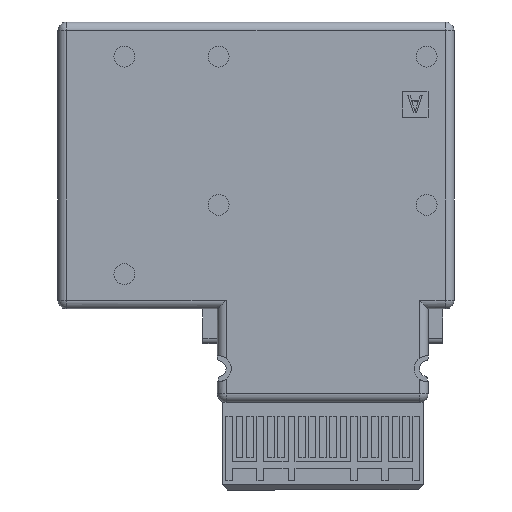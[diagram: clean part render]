
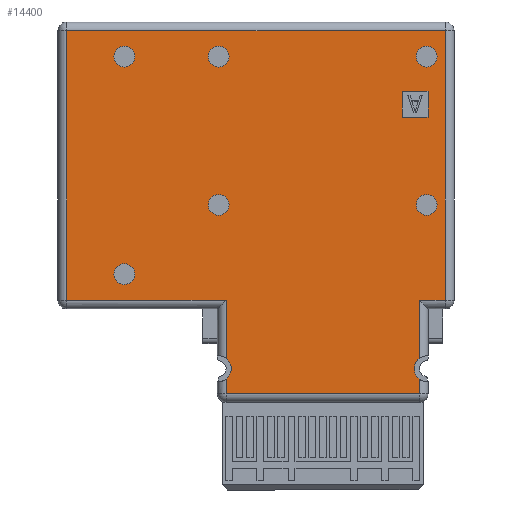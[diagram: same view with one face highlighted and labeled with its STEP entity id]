
A CAD part, front view. The second image highlights one B-rep face of the part: STEP entity #14400.
In plain terms, the highlighted planar face has unit normal (0, -1, 0).
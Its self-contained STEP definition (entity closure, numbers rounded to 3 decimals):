
#3155=DIRECTION('',(0.,0.,-1.));
#3156=VECTOR('',#3155,0.85);
#3157=CARTESIAN_POINT('',(-5.575,-2.57,6.4));
#3158=LINE('',#3157,#3156);
#3163=CARTESIAN_POINT('',(6.025,-2.57,7.));
#3164=DIRECTION('',(0.,-1.,0.));
#3165=DIRECTION('',(-0.6,0.,0.8));
#3166=AXIS2_PLACEMENT_3D('',#3163,#3164,#3165);
#3168=CARTESIAN_POINT('',(6.025,-2.57,7.));
#3169=DIRECTION('',(0.,-1.,0.));
#3170=DIRECTION('',(-1.,0.,0.));
#3171=AXIS2_PLACEMENT_3D('',#3168,#3169,#3170);
#3173=CARTESIAN_POINT('',(-6.025,-2.57,7.));
#3174=DIRECTION('',(0.,-1.,0.));
#3175=DIRECTION('',(0.6,0.,-0.8));
#3176=AXIS2_PLACEMENT_3D('',#3173,#3174,#3175);
#3178=CARTESIAN_POINT('',(-6.025,-2.57,7.));
#3179=DIRECTION('',(0.,-1.,0.));
#3180=DIRECTION('',(1.,0.,0.));
#3181=AXIS2_PLACEMENT_3D('',#3178,#3179,#3180);
#3183=CARTESIAN_POINT('',(-11.45,-2.57,25.));
#3184=DIRECTION('',(0.,-1.,0.));
#3185=DIRECTION('',(-1.,0.,0.));
#3186=AXIS2_PLACEMENT_3D('',#3183,#3184,#3185);
#3188=CARTESIAN_POINT('',(-11.45,-2.57,25.));
#3189=DIRECTION('',(0.,-1.,0.));
#3190=DIRECTION('',(1.,0.,0.));
#3191=AXIS2_PLACEMENT_3D('',#3188,#3189,#3190);
#3193=CARTESIAN_POINT('',(-6.,-2.57,25.));
#3194=DIRECTION('',(0.,-1.,0.));
#3195=DIRECTION('',(-1.,0.,0.));
#3196=AXIS2_PLACEMENT_3D('',#3193,#3194,#3195);
#3198=CARTESIAN_POINT('',(-6.,-2.57,25.));
#3199=DIRECTION('',(0.,-1.,0.));
#3200=DIRECTION('',(1.,0.,0.));
#3201=AXIS2_PLACEMENT_3D('',#3198,#3199,#3200);
#3203=CARTESIAN_POINT('',(-6.,-2.57,16.45));
#3204=DIRECTION('',(0.,-1.,0.));
#3205=DIRECTION('',(-1.,0.,0.));
#3206=AXIS2_PLACEMENT_3D('',#3203,#3204,#3205);
#3208=CARTESIAN_POINT('',(-6.,-2.57,16.45));
#3209=DIRECTION('',(0.,-1.,0.));
#3210=DIRECTION('',(1.,0.,0.));
#3211=AXIS2_PLACEMENT_3D('',#3208,#3209,#3210);
#3213=CARTESIAN_POINT('',(-11.45,-2.57,12.45));
#3214=DIRECTION('',(0.,-1.,0.));
#3215=DIRECTION('',(-1.,0.,0.));
#3216=AXIS2_PLACEMENT_3D('',#3213,#3214,#3215);
#3218=CARTESIAN_POINT('',(-11.45,-2.57,12.45));
#3219=DIRECTION('',(0.,-1.,0.));
#3220=DIRECTION('',(1.,0.,0.));
#3221=AXIS2_PLACEMENT_3D('',#3218,#3219,#3220);
#3223=CARTESIAN_POINT('',(6.,-2.57,25.));
#3224=DIRECTION('',(0.,-1.,0.));
#3225=DIRECTION('',(1.,0.,0.));
#3226=AXIS2_PLACEMENT_3D('',#3223,#3224,#3225);
#3228=CARTESIAN_POINT('',(6.,-2.57,25.));
#3229=DIRECTION('',(0.,-1.,0.));
#3230=DIRECTION('',(-1.,0.,0.));
#3231=AXIS2_PLACEMENT_3D('',#3228,#3229,#3230);
#3233=CARTESIAN_POINT('',(6.,-2.57,16.45));
#3234=DIRECTION('',(0.,-1.,0.));
#3235=DIRECTION('',(1.,0.,0.));
#3236=AXIS2_PLACEMENT_3D('',#3233,#3234,#3235);
#3238=CARTESIAN_POINT('',(6.,-2.57,16.45));
#3239=DIRECTION('',(0.,-1.,0.));
#3240=DIRECTION('',(-1.,0.,0.));
#3241=AXIS2_PLACEMENT_3D('',#3238,#3239,#3240);
#3243=DIRECTION('',(1.,0.,0.));
#3244=VECTOR('',#3243,1.5);
#3245=CARTESIAN_POINT('',(5.575,-2.57,10.95));
#3246=LINE('',#3245,#3244);
#3301=DIRECTION('',(0.,0.,1.));
#3302=VECTOR('',#3301,15.55);
#3303=CARTESIAN_POINT('',(7.075,-2.57,10.95));
#3304=LINE('',#3303,#3302);
#3340=DIRECTION('',(0.,0.,-1.));
#3341=VECTOR('',#3340,15.55);
#3342=CARTESIAN_POINT('',(-14.775,-2.57,26.5));
#3343=LINE('',#3342,#3341);
#3363=DIRECTION('',(-1.,0.,0.));
#3364=VECTOR('',#3363,21.85);
#3365=CARTESIAN_POINT('',(7.075,-2.57,26.5));
#3366=LINE('',#3365,#3364);
#3682=DIRECTION('',(0.,0.,-1.));
#3683=VECTOR('',#3682,3.35);
#3684=CARTESIAN_POINT('',(-5.575,-2.57,10.95));
#3685=LINE('',#3684,#3683);
#3690=DIRECTION('',(1.,0.,0.));
#3691=VECTOR('',#3690,9.2);
#3692=CARTESIAN_POINT('',(-14.775,-2.57,10.95));
#3693=LINE('',#3692,#3691);
#4102=DIRECTION('',(1.,0.,0.));
#4103=VECTOR('',#4102,11.15);
#4104=CARTESIAN_POINT('',(-5.575,-2.57,5.55));
#4105=LINE('',#4104,#4103);
#4140=DIRECTION('',(0.,0.,1.));
#4141=VECTOR('',#4140,0.85);
#4142=CARTESIAN_POINT('',(5.575,-2.57,5.55));
#4143=LINE('',#4142,#4141);
#5286=DIRECTION('',(0.,0.,1.));
#5287=VECTOR('',#5286,3.35);
#5288=CARTESIAN_POINT('',(5.575,-2.57,7.6));
#5289=LINE('',#5288,#5287);
#5454=DIRECTION('',(0.,0.,1.));
#5455=VECTOR('',#5454,1.5);
#5456=CARTESIAN_POINT('',(4.575,-2.57,21.5));
#5457=LINE('',#5456,#5455);
#5462=DIRECTION('',(1.,0.,0.));
#5463=VECTOR('',#5462,1.5);
#5464=CARTESIAN_POINT('',(4.575,-2.57,23.));
#5465=LINE('',#5464,#5463);
#5470=DIRECTION('',(0.,0.,-1.));
#5471=VECTOR('',#5470,1.5);
#5472=CARTESIAN_POINT('',(6.075,-2.57,23.));
#5473=LINE('',#5472,#5471);
#5478=DIRECTION('',(-1.,0.,0.));
#5479=VECTOR('',#5478,1.5);
#5480=CARTESIAN_POINT('',(6.075,-2.57,21.5));
#5481=LINE('',#5480,#5479);
#8872=CARTESIAN_POINT('',(-5.575,-2.57,6.4));
#8873=CARTESIAN_POINT('',(-5.575,-2.57,5.55));
#8874=VERTEX_POINT('',#8872);
#8875=VERTEX_POINT('',#8873);
#8876=CARTESIAN_POINT('',(5.575,-2.57,10.95));
#8877=CARTESIAN_POINT('',(7.075,-2.57,10.95));
#8878=VERTEX_POINT('',#8876);
#8879=VERTEX_POINT('',#8877);
#8880=CARTESIAN_POINT('',(5.575,-2.57,7.6));
#8881=VERTEX_POINT('',#8880);
#8882=CARTESIAN_POINT('',(5.275,-2.57,7.));
#8883=CARTESIAN_POINT('',(5.575,-2.57,6.4));
#8884=VERTEX_POINT('',#8882);
#8885=VERTEX_POINT('',#8883);
#8886=CARTESIAN_POINT('',(5.575,-2.57,5.55));
#8887=VERTEX_POINT('',#8886);
#8888=CARTESIAN_POINT('',(-5.275,-2.57,7.));
#8889=CARTESIAN_POINT('',(-5.575,-2.57,7.6));
#8890=VERTEX_POINT('',#8888);
#8891=VERTEX_POINT('',#8889);
#8892=CARTESIAN_POINT('',(-5.575,-2.57,10.95));
#8893=VERTEX_POINT('',#8892);
#8894=CARTESIAN_POINT('',(-14.775,-2.57,10.95));
#8895=VERTEX_POINT('',#8894);
#8896=CARTESIAN_POINT('',(-14.775,-2.57,26.5));
#8897=VERTEX_POINT('',#8896);
#8898=CARTESIAN_POINT('',(7.075,-2.57,26.5));
#8899=VERTEX_POINT('',#8898);
#8900=CARTESIAN_POINT('',(-12.05,-2.57,25.));
#8901=CARTESIAN_POINT('',(-10.85,-2.57,25.));
#8902=VERTEX_POINT('',#8900);
#8903=VERTEX_POINT('',#8901);
#8904=CARTESIAN_POINT('',(-6.6,-2.57,25.));
#8905=CARTESIAN_POINT('',(-5.4,-2.57,25.));
#8906=VERTEX_POINT('',#8904);
#8907=VERTEX_POINT('',#8905);
#8908=CARTESIAN_POINT('',(-6.6,-2.57,16.45));
#8909=CARTESIAN_POINT('',(-5.4,-2.57,16.45));
#8910=VERTEX_POINT('',#8908);
#8911=VERTEX_POINT('',#8909);
#8912=CARTESIAN_POINT('',(-12.05,-2.57,12.45));
#8913=CARTESIAN_POINT('',(-10.85,-2.57,12.45));
#8914=VERTEX_POINT('',#8912);
#8915=VERTEX_POINT('',#8913);
#8916=CARTESIAN_POINT('',(6.6,-2.57,25.));
#8917=CARTESIAN_POINT('',(5.4,-2.57,25.));
#8918=VERTEX_POINT('',#8916);
#8919=VERTEX_POINT('',#8917);
#8920=CARTESIAN_POINT('',(6.6,-2.57,16.45));
#8921=CARTESIAN_POINT('',(5.4,-2.57,16.45));
#8922=VERTEX_POINT('',#8920);
#8923=VERTEX_POINT('',#8921);
#8924=CARTESIAN_POINT('',(4.575,-2.57,21.5));
#8925=CARTESIAN_POINT('',(4.575,-2.57,23.));
#8926=VERTEX_POINT('',#8924);
#8927=VERTEX_POINT('',#8925);
#8928=CARTESIAN_POINT('',(6.075,-2.57,21.5));
#8929=VERTEX_POINT('',#8928);
#8930=CARTESIAN_POINT('',(6.075,-2.57,23.));
#8931=VERTEX_POINT('',#8930);
#14320=CARTESIAN_POINT('',(0.,-2.57,0.));
#14321=DIRECTION('',(0.,1.,0.));
#14322=DIRECTION('',(1.,0.,0.));
#14323=AXIS2_PLACEMENT_3D('',#14320,#14321,#14322);
#14324=PLANE('',#14323);
#14326=ORIENTED_EDGE('',*,*,#14325,.F.);
#14328=ORIENTED_EDGE('',*,*,#14327,.F.);
#14330=ORIENTED_EDGE('',*,*,#14329,.T.);
#14332=ORIENTED_EDGE('',*,*,#14331,.T.);
#14334=ORIENTED_EDGE('',*,*,#14333,.F.);
#14336=ORIENTED_EDGE('',*,*,#14335,.F.);
#14337=ORIENTED_EDGE('',*,*,#14310,.F.);
#14339=ORIENTED_EDGE('',*,*,#14338,.T.);
#14341=ORIENTED_EDGE('',*,*,#14340,.T.);
#14343=ORIENTED_EDGE('',*,*,#14342,.F.);
#14345=ORIENTED_EDGE('',*,*,#14344,.F.);
#14347=ORIENTED_EDGE('',*,*,#14346,.F.);
#14349=ORIENTED_EDGE('',*,*,#14348,.F.);
#14351=ORIENTED_EDGE('',*,*,#14350,.F.);
#14352=EDGE_LOOP('',(#14326,#14328,#14330,#14332,#14334,#14336,#14337,#14339,
#14341,#14343,#14345,#14347,#14349,#14351));
#14353=FACE_OUTER_BOUND('',#14352,.F.);
#14355=ORIENTED_EDGE('',*,*,#14354,.T.);
#14357=ORIENTED_EDGE('',*,*,#14356,.T.);
#14358=EDGE_LOOP('',(#14355,#14357));
#14359=FACE_BOUND('',#14358,.F.);
#14361=ORIENTED_EDGE('',*,*,#14360,.T.);
#14363=ORIENTED_EDGE('',*,*,#14362,.T.);
#14364=EDGE_LOOP('',(#14361,#14363));
#14365=FACE_BOUND('',#14364,.F.);
#14367=ORIENTED_EDGE('',*,*,#14366,.T.);
#14369=ORIENTED_EDGE('',*,*,#14368,.T.);
#14370=EDGE_LOOP('',(#14367,#14369));
#14371=FACE_BOUND('',#14370,.F.);
#14373=ORIENTED_EDGE('',*,*,#14372,.T.);
#14375=ORIENTED_EDGE('',*,*,#14374,.T.);
#14376=EDGE_LOOP('',(#14373,#14375));
#14377=FACE_BOUND('',#14376,.F.);
#14379=ORIENTED_EDGE('',*,*,#14378,.T.);
#14381=ORIENTED_EDGE('',*,*,#14380,.T.);
#14382=EDGE_LOOP('',(#14379,#14381));
#14383=FACE_BOUND('',#14382,.F.);
#14385=ORIENTED_EDGE('',*,*,#14384,.T.);
#14387=ORIENTED_EDGE('',*,*,#14386,.T.);
#14388=EDGE_LOOP('',(#14385,#14387));
#14389=FACE_BOUND('',#14388,.F.);
#14391=ORIENTED_EDGE('',*,*,#14390,.F.);
#14393=ORIENTED_EDGE('',*,*,#14392,.F.);
#14395=ORIENTED_EDGE('',*,*,#14394,.F.);
#14397=ORIENTED_EDGE('',*,*,#14396,.F.);
#14398=EDGE_LOOP('',(#14391,#14393,#14395,#14397));
#14399=FACE_BOUND('',#14398,.F.);
#14400=ADVANCED_FACE('',(#14353,#14359,#14365,#14371,#14377,#14383,#14389,
#14399),#14324,.F.);
#3167=CIRCLE('',#3166,0.75);
#3172=CIRCLE('',#3171,0.75);
#3177=CIRCLE('',#3176,0.75);
#3182=CIRCLE('',#3181,0.75);
#3187=CIRCLE('',#3186,0.6);
#3192=CIRCLE('',#3191,0.6);
#3197=CIRCLE('',#3196,0.6);
#3202=CIRCLE('',#3201,0.6);
#3207=CIRCLE('',#3206,0.6);
#3212=CIRCLE('',#3211,0.6);
#3217=CIRCLE('',#3216,0.6);
#3222=CIRCLE('',#3221,0.6);
#3227=CIRCLE('',#3226,0.6);
#3232=CIRCLE('',#3231,0.6);
#3237=CIRCLE('',#3236,0.6);
#3242=CIRCLE('',#3241,0.6);
#14310=EDGE_CURVE('',#8874,#8875,#3158,.T.);
#14325=EDGE_CURVE('',#8878,#8879,#3246,.T.);
#14327=EDGE_CURVE('',#8881,#8878,#5289,.T.);
#14329=EDGE_CURVE('',#8881,#8884,#3167,.T.);
#14331=EDGE_CURVE('',#8884,#8885,#3172,.T.);
#14333=EDGE_CURVE('',#8887,#8885,#4143,.T.);
#14335=EDGE_CURVE('',#8875,#8887,#4105,.T.);
#14338=EDGE_CURVE('',#8874,#8890,#3177,.T.);
#14340=EDGE_CURVE('',#8890,#8891,#3182,.T.);
#14342=EDGE_CURVE('',#8893,#8891,#3685,.T.);
#14344=EDGE_CURVE('',#8895,#8893,#3693,.T.);
#14346=EDGE_CURVE('',#8897,#8895,#3343,.T.);
#14348=EDGE_CURVE('',#8899,#8897,#3366,.T.);
#14350=EDGE_CURVE('',#8879,#8899,#3304,.T.);
#14354=EDGE_CURVE('',#8902,#8903,#3187,.T.);
#14356=EDGE_CURVE('',#8903,#8902,#3192,.T.);
#14360=EDGE_CURVE('',#8906,#8907,#3197,.T.);
#14362=EDGE_CURVE('',#8907,#8906,#3202,.T.);
#14366=EDGE_CURVE('',#8910,#8911,#3207,.T.);
#14368=EDGE_CURVE('',#8911,#8910,#3212,.T.);
#14372=EDGE_CURVE('',#8914,#8915,#3217,.T.);
#14374=EDGE_CURVE('',#8915,#8914,#3222,.T.);
#14378=EDGE_CURVE('',#8918,#8919,#3227,.T.);
#14380=EDGE_CURVE('',#8919,#8918,#3232,.T.);
#14384=EDGE_CURVE('',#8922,#8923,#3237,.T.);
#14386=EDGE_CURVE('',#8923,#8922,#3242,.T.);
#14390=EDGE_CURVE('',#8926,#8927,#5457,.T.);
#14392=EDGE_CURVE('',#8929,#8926,#5481,.T.);
#14394=EDGE_CURVE('',#8931,#8929,#5473,.T.);
#14396=EDGE_CURVE('',#8927,#8931,#5465,.T.);
